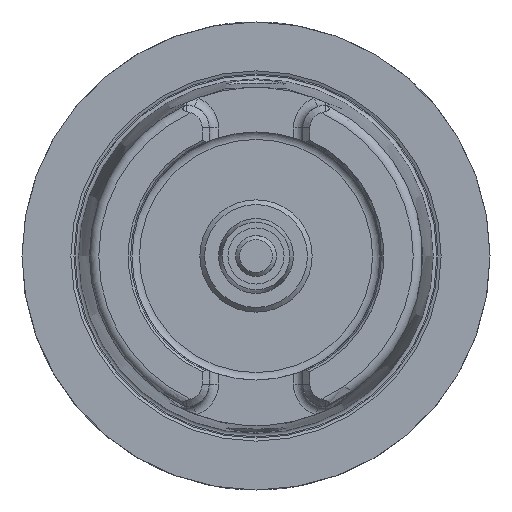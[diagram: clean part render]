
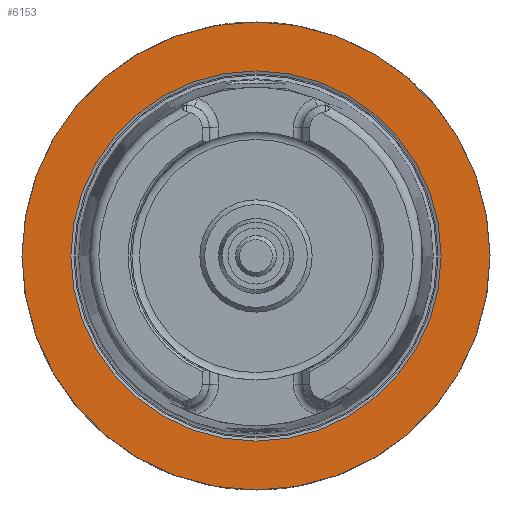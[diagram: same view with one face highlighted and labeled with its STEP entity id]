
A CAD part, left-side view. The second image highlights one B-rep face of the part: STEP entity #6153.
In plain terms, the highlighted planar face has unit normal (-1, 0, 0).
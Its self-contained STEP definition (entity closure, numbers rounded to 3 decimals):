
#5339=CARTESIAN_POINT('',(0.,50.0,0.0));
#5340=VERTEX_POINT('',#5339);
#5341=CARTESIAN_POINT('',(0.,0.,0.0));
#5342=DIRECTION('',(1.0,0.0,0.0));
#5343=DIRECTION('',(0.0,1.0,0.0));
#5344=AXIS2_PLACEMENT_3D('',#5341,#5342,#5343);
#5345=CIRCLE('',#5344,50.0);
#5346=EDGE_CURVE('',#5340,#5340,#5345,.T.);
#6127=CARTESIAN_POINT('',(0.,39.55,0.0));
#6128=VERTEX_POINT('',#6127);
#6129=CARTESIAN_POINT('',(0.,0.,0.0));
#6130=DIRECTION('',(1.0,0.0,0.0));
#6131=DIRECTION('',(0.0,1.0,0.0));
#6132=AXIS2_PLACEMENT_3D('',#6129,#6130,#6131);
#6133=CIRCLE('',#6132,39.55);
#6134=EDGE_CURVE('',#6128,#6128,#6133,.T.);
#6142=CARTESIAN_POINT('',(0.,44.775,0.0));
#6143=DIRECTION('',(-1.0,0.0,0.0));
#6144=DIRECTION('',(0.0,0.0,1.0));
#6145=AXIS2_PLACEMENT_3D('',#6142,#6143,#6144);
#6146=PLANE('',#6145);
#6147=ORIENTED_EDGE('',*,*,#5346,.F.);
#6148=EDGE_LOOP('',(#6147));
#6149=FACE_OUTER_BOUND('',#6148,.T.);
#6150=ORIENTED_EDGE('',*,*,#6134,.T.);
#6151=EDGE_LOOP('',(#6150));
#6152=FACE_BOUND('',#6151,.T.);
#6153=ADVANCED_FACE('',(#6149,#6152),#6146,.T.);
